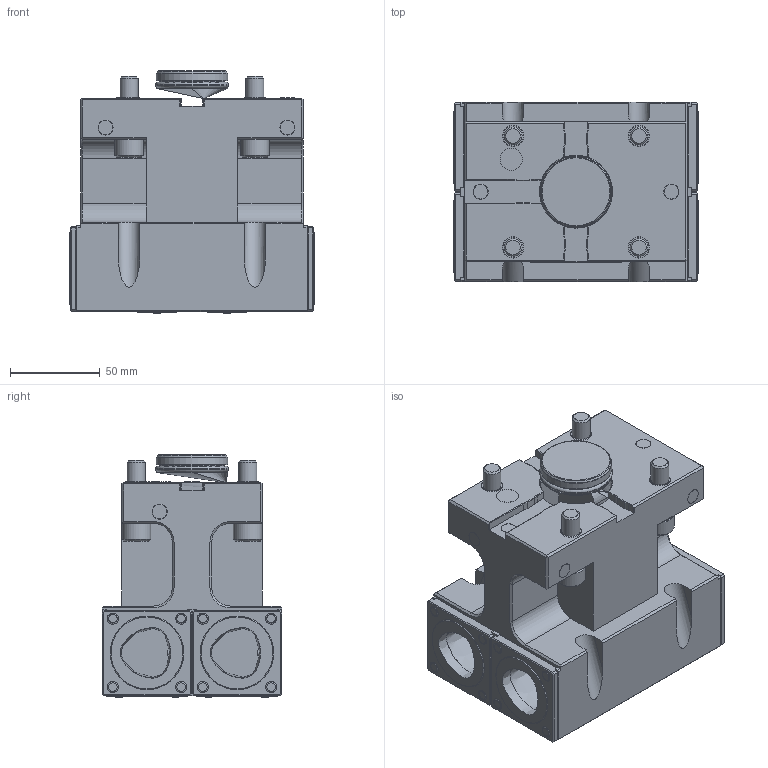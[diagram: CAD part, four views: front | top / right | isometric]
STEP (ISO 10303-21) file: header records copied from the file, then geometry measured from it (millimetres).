
FILE_DESCRIPTION(/* description */ (''),/* implementation_level */ '2;1');
FILE_NAME(/* name */ '1618478874359.stp',/* time_stamp */ '2021-04-15T11:28:02+02:00',/* author */ (''),/* organization */ ('SMS'),/* preprocessor_version */ 'ST-DEVELOPER v16.7',/* originating_system */ 'SIEMENS PLM Software NX 12.0',/* authorisation */ '');
FILE_SCHEMA (('AUTOMOTIVE_DESIGN { 1 0 10303 214 3 1 1 1 }'));
Length unit declared in the file: millimetre
Products named in the file (1): 203484588mod000_00
Bounding box: 136 x 99.9 x 134.52 mm (x, y, z)
Volume: 1108748.3 mm3; surface area: 114195.3 mm2
Topology: 1 solids, 1 shells, 518 faces, 1319 edges, 867 vertices
Faces by surface type: plane 351, cylinder 78, cone 45, sphere 20, torus 16, bspline 8
Full cylindrical faces by diameter (mm): 2.5 x4, 4.495 x16, 5.694 x4, 9.99 x4, 12.388 x1, 15.984 x4, 35.165 x1, 39.86 x3, 40.559 x1
Entity records: 16160 total; most frequent: CARTESIAN_POINT 4138, DIRECTION 2383, ORIENTED_EDGE 2338, EDGE_CURVE 1169, VERTEX_POINT 815, LINE 809, VECTOR 809, AXIS2_PLACEMENT_3D 787
